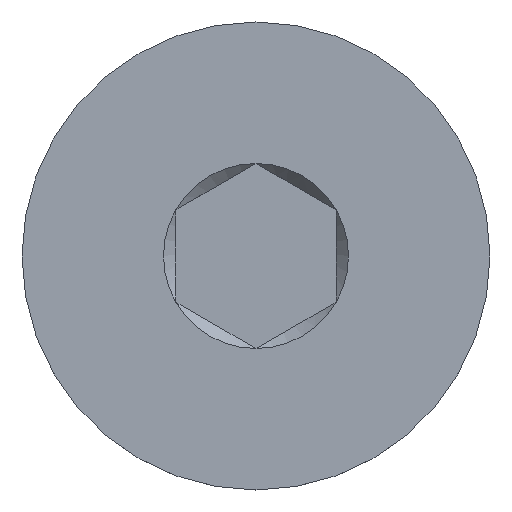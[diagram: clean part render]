
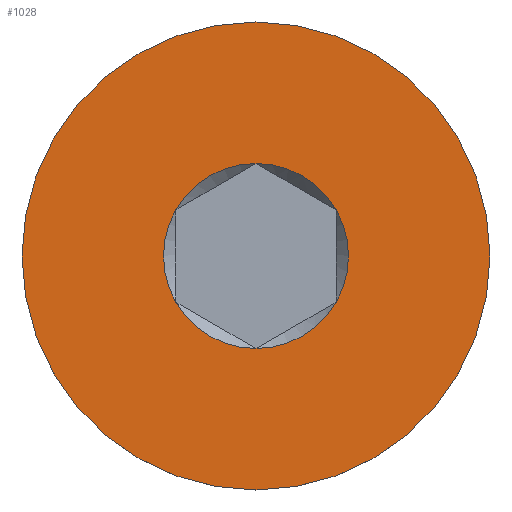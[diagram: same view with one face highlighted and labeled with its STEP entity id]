
A CAD part, top view. The second image highlights one B-rep face of the part: STEP entity #1028.
In plain terms, the highlighted planar face has unit normal (0, 0, 1).
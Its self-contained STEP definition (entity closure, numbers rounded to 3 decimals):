
#15=FACE_BOUND('',#152,.T.);
#16=PLANE('',#1116);
#91=FACE_OUTER_BOUND('',#151,.T.);
#151=EDGE_LOOP('',(#897));
#152=EDGE_LOOP('',(#898,#899,#900,#901,#902,#903));
#173=CIRCLE('',#1101,2.367);
#176=CIRCLE('',#1105,5.988);
#182=CIRCLE('',#1117,2.367);
#183=CIRCLE('',#1118,2.367);
#184=CIRCLE('',#1119,2.367);
#185=CIRCLE('',#1120,2.367);
#186=CIRCLE('',#1121,2.367);
#450=VERTEX_POINT('',#3950);
#451=VERTEX_POINT('',#3951);
#454=VERTEX_POINT('',#3961);
#461=VERTEX_POINT('',#5439);
#462=VERTEX_POINT('',#5441);
#463=VERTEX_POINT('',#5443);
#464=VERTEX_POINT('',#5445);
#588=EDGE_CURVE('',#450,#451,#173,.T.);
#592=EDGE_CURVE('',#454,#454,#176,.T.);
#607=EDGE_CURVE('',#461,#450,#182,.T.);
#608=EDGE_CURVE('',#462,#461,#183,.T.);
#609=EDGE_CURVE('',#463,#462,#184,.T.);
#610=EDGE_CURVE('',#464,#463,#185,.T.);
#611=EDGE_CURVE('',#451,#464,#186,.T.);
#897=ORIENTED_EDGE('',*,*,#592,.F.);
#898=ORIENTED_EDGE('',*,*,#607,.F.);
#899=ORIENTED_EDGE('',*,*,#608,.F.);
#900=ORIENTED_EDGE('',*,*,#609,.F.);
#901=ORIENTED_EDGE('',*,*,#610,.F.);
#902=ORIENTED_EDGE('',*,*,#611,.F.);
#903=ORIENTED_EDGE('',*,*,#588,.F.);
#1028=ADVANCED_FACE('',(#91,#15),#16,.T.);
#1101=AXIS2_PLACEMENT_3D('',#3955,#1264,#1265);
#1105=AXIS2_PLACEMENT_3D('',#3963,#1273,#1274);
#1116=AXIS2_PLACEMENT_3D('',#5438,#1297,#1298);
#1117=AXIS2_PLACEMENT_3D('',#5440,#1299,#1300);
#1118=AXIS2_PLACEMENT_3D('',#5442,#1301,#1302);
#1119=AXIS2_PLACEMENT_3D('',#5444,#1303,#1304);
#1120=AXIS2_PLACEMENT_3D('',#5446,#1305,#1306);
#1121=AXIS2_PLACEMENT_3D('',#5447,#1307,#1308);
#1264=DIRECTION('center_axis',(0.,0.,1.));
#1265=DIRECTION('ref_axis',(1.,0.,0.));
#1273=DIRECTION('center_axis',(0.,0.,-1.));
#1274=DIRECTION('ref_axis',(0.,1.,0.));
#1297=DIRECTION('center_axis',(0.,0.,1.));
#1298=DIRECTION('ref_axis',(0.,-1.,0.));
#1299=DIRECTION('center_axis',(0.,0.,1.));
#1300=DIRECTION('ref_axis',(1.,0.,0.));
#1301=DIRECTION('center_axis',(0.,0.,1.));
#1302=DIRECTION('ref_axis',(1.,0.,0.));
#1303=DIRECTION('center_axis',(0.,0.,1.));
#1304=DIRECTION('ref_axis',(1.,0.,0.));
#1305=DIRECTION('center_axis',(0.,0.,1.));
#1306=DIRECTION('ref_axis',(1.,0.,0.));
#1307=DIRECTION('center_axis',(0.,0.,1.));
#1308=DIRECTION('ref_axis',(1.,0.,0.));
#3950=CARTESIAN_POINT('',(2.05,-1.184,35.));
#3951=CARTESIAN_POINT('',(2.05,1.184,35.));
#3955=CARTESIAN_POINT('Origin',(0.,0.,35.));
#3961=CARTESIAN_POINT('',(0.,-5.988,35.));
#3963=CARTESIAN_POINT('Origin',(0.,0.,35.));
#5438=CARTESIAN_POINT('Origin',(0.,0.,35.));
#5439=CARTESIAN_POINT('',(0.,-2.367,35.));
#5440=CARTESIAN_POINT('Origin',(0.,0.,35.));
#5441=CARTESIAN_POINT('',(-2.05,-1.184,35.));
#5442=CARTESIAN_POINT('Origin',(0.,0.,35.));
#5443=CARTESIAN_POINT('',(-2.05,1.184,35.));
#5444=CARTESIAN_POINT('Origin',(0.,0.,35.));
#5445=CARTESIAN_POINT('',(0.,2.367,35.));
#5446=CARTESIAN_POINT('Origin',(0.,0.,35.));
#5447=CARTESIAN_POINT('Origin',(0.,0.,35.));
